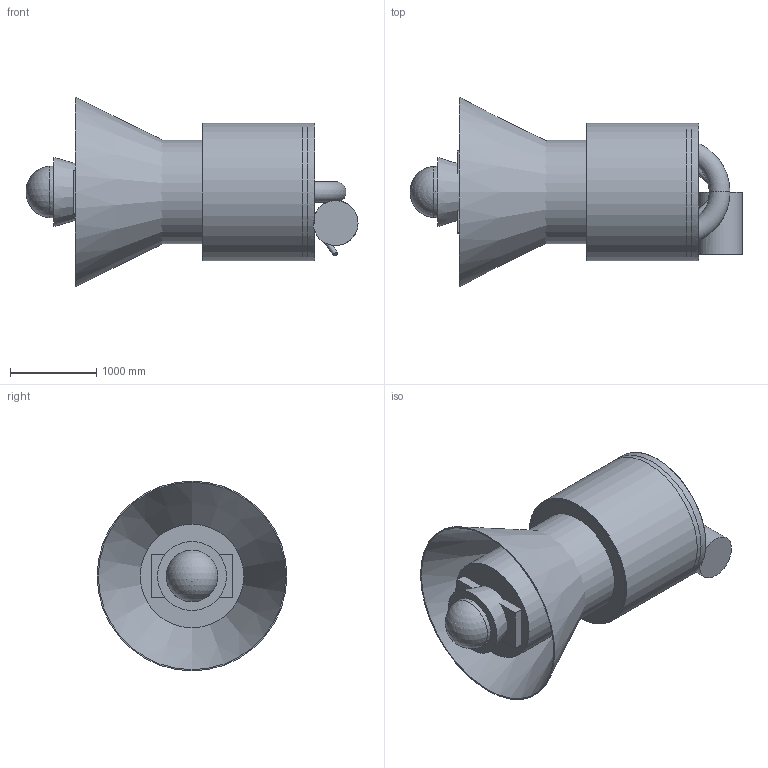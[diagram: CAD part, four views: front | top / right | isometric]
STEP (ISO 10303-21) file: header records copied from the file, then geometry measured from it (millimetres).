
FILE_DESCRIPTION(('FreeCAD Model'),'2;1');
FILE_NAME('Open CASCADE Shape Model','2025-09-22T17:25:11',('Author'),( ''),'Open CASCADE STEP processor 7.8','FreeCAD','Unknown');
FILE_SCHEMA(('AUTOMOTIVE_DESIGN { 1 0 10303 214 1 1 1 1 }'));
Length unit declared in the file: millimetre
Products named in the file (11): Hull_Shell_Fallback; Destiny_HeavyArmor_Ship; Destiny_SpaceEngine_Integrated; Cockpit_Integrated_Fallback; Hull_Cut_EngineBay; Adapter_Ring; Gimbal_Assembly; Chamber_With_Neck; Nozzle_Shell; Injector_Toroidal_Manifold; Thrust_Ring
Assembly tree (2 placements, depth 2):
  Hull_Shell_Fallback
  Destiny_HeavyArmor_Ship
    Destiny_SpaceEngine_Integrated
    Cockpit_Integrated_Fallback
  Hull_Cut_EngineBay
  Adapter_Ring
  Gimbal_Assembly
Bounding box: 3849.57 x 2200 x 2200 mm (x, y, z)
Volume: 6291873018.6 mm3; surface area: 103212865.2 mm2
Topology: 14 solids, 14 shells, 104 faces, 234 edges, 156 vertices
Faces by surface type: plane 49, cylinder 42, cone 5, sphere 4, torus 4
Full cylindrical faces by diameter (mm): 30 x4, 60 x3, 300 x2, 340 x2, 584 x2, 944 x1, 956 x1, 1200 x1, 1236 x2, 1248 x2, 1528 x2, 1538 x2, 1540 x1, 1600 x6
Entity records: 22394 total; most frequent: CARTESIAN_POINT 17463, DIRECTION 814, ORIENTED_EDGE 470, PCURVE 464, DEFINITIONAL_REPRESENTATION 464, LINE 279, VECTOR 279, EDGE_CURVE 232
